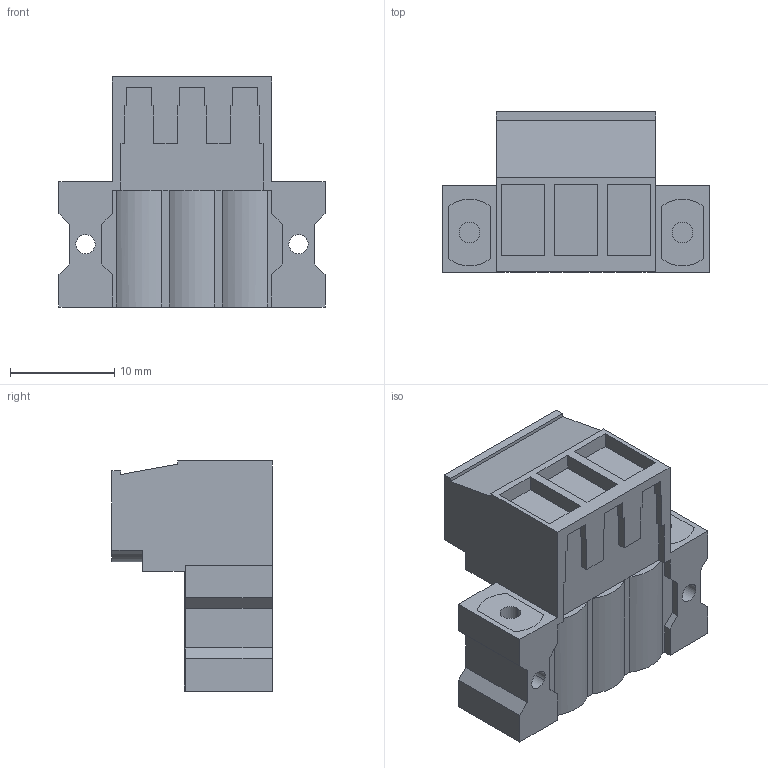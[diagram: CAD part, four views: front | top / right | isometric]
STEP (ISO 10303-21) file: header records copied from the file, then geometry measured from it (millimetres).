
FILE_DESCRIPTION(('CATIA V5 STEP Exchange','CAx-IF Rec.Pracs.--- Model Styling and Organization---1.2---2011-12-15'),'2;1');
FILE_NAME ('D1457464_0_1846370000_1846370000.stp','2017-05-17T12:00:22+00:00',('none'),('Weidmueller'),'CATIA Version 5-6 Release 2014','CATIA V5 STEP AP214','none');
FILE_SCHEMA(('AUTOMOTIVE_DESIGN { 1 0 10303 214 1 1 1 1 }'));
Length unit declared in the file: millimetre
Products named in the file (1): 1846370000
Bounding box: 25.5 x 15.38 x 22.05 mm (x, y, z)
Volume: 3479.4 mm3; surface area: 3677.2 mm2
Topology: 11 solids, 11 shells, 329 faces, 866 edges, 578 vertices
Faces by surface type: plane 250, cylinder 67, extrusion 12
Entity records: 9908 total; most frequent: CARTESIAN_POINT 2091, ORIENTED_EDGE 1732, DIRECTION 1312, EDGE_CURVE 866, VECTOR 700, LINE 688, VERTEX_POINT 578, AXIS2_PLACEMENT_3D 381
